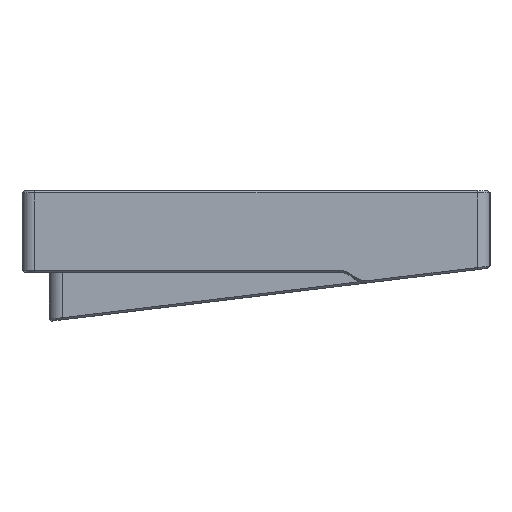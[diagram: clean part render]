
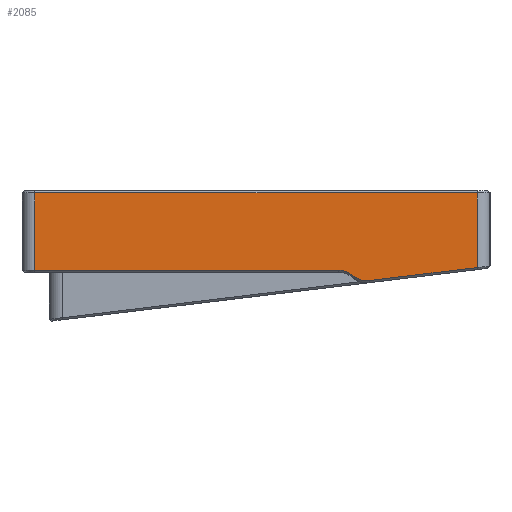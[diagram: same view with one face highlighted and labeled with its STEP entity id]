
A CAD part, left-side view. The second image highlights one B-rep face of the part: STEP entity #2085.
In plain terms, the highlighted planar face has unit normal (-1, 0, 0).
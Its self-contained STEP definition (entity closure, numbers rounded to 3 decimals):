
#72=B_SPLINE_CURVE_WITH_KNOTS('',3,(#3283,#3284,#3285,#3286),
 .UNSPECIFIED.,.F.,.F.,(4,4),(1.551,1.571),
 .UNSPECIFIED.);
#92=CIRCLE('',#2195,4.5);
#94=CIRCLE('',#2198,5.5);
#241=FACE_OUTER_BOUND('',#366,.T.);
#366=EDGE_LOOP('',(#1499,#1500,#1501,#1502,#1503,#1504,#1505,#1506));
#466=LINE('',#3052,#661);
#473=LINE('',#3073,#668);
#521=LINE('',#3325,#716);
#523=LINE('',#3331,#718);
#524=LINE('',#3332,#719);
#661=VECTOR('',#2416,10.);
#668=VECTOR('',#2437,10.);
#716=VECTOR('',#2577,3.);
#718=VECTOR('',#2583,10.);
#719=VECTOR('',#2584,10.);
#856=VERTEX_POINT('',#3049);
#857=VERTEX_POINT('',#3051);
#859=VERTEX_POINT('',#3057);
#861=VERTEX_POINT('',#3063);
#863=VERTEX_POINT('',#3069);
#901=VERTEX_POINT('',#3226);
#914=VERTEX_POINT('',#3324);
#916=VERTEX_POINT('',#3330);
#1052=EDGE_CURVE('',#856,#857,#466,.T.);
#1057=EDGE_CURVE('',#857,#859,#92,.T.);
#1060=EDGE_CURVE('',#859,#861,#94,.T.);
#1063=EDGE_CURVE('',#861,#863,#473,.T.);
#1122=EDGE_CURVE('',#901,#856,#72,.T.);
#1141=EDGE_CURVE('',#863,#914,#521,.T.);
#1144=EDGE_CURVE('',#916,#901,#523,.T.);
#1145=EDGE_CURVE('',#914,#916,#524,.T.);
#1499=ORIENTED_EDGE('',*,*,#1063,.F.);
#1500=ORIENTED_EDGE('',*,*,#1060,.F.);
#1501=ORIENTED_EDGE('',*,*,#1057,.F.);
#1502=ORIENTED_EDGE('',*,*,#1052,.F.);
#1503=ORIENTED_EDGE('',*,*,#1122,.F.);
#1504=ORIENTED_EDGE('',*,*,#1144,.F.);
#1505=ORIENTED_EDGE('',*,*,#1145,.F.);
#1506=ORIENTED_EDGE('',*,*,#1141,.F.);
#2009=PLANE('',#2247);
#2085=ADVANCED_FACE('',(#241),#2009,.F.);
#2195=AXIS2_PLACEMENT_3D('',#3061,#2424,#2425);
#2198=AXIS2_PLACEMENT_3D('',#3067,#2431,#2432);
#2247=AXIS2_PLACEMENT_3D('',#3329,#2581,#2582);
#2416=DIRECTION('',(0.,0.993,-0.12));
#2424=DIRECTION('center_axis',(1.,0.,0.));
#2425=DIRECTION('ref_axis',(0.,0.862,-0.507));
#2431=DIRECTION('center_axis',(-1.,0.,0.));
#2432=DIRECTION('ref_axis',(0.,-0.351,0.936));
#2437=DIRECTION('',(0.,1.,0.));
#2577=DIRECTION('',(0.,0.,1.));
#2581=DIRECTION('center_axis',(1.,0.,0.));
#2582=DIRECTION('ref_axis',(0.,0.,-1.));
#2583=DIRECTION('',(0.,0.,-1.));
#2584=DIRECTION('',(0.,-1.,0.));
#3049=CARTESIAN_POINT('',(-146.85,-52.04,12.008));
#3051=CARTESIAN_POINT('',(-146.85,-26.457,8.912));
#3052=CARTESIAN_POINT('',(-146.85,21.796,3.073));
#3057=CARTESIAN_POINT('',(-146.85,-22.957,9.99));
#3061=CARTESIAN_POINT('Origin',(-146.85,-25.917,13.38));
#3063=CARTESIAN_POINT('',(-146.85,-19.34,11.347));
#3067=CARTESIAN_POINT('Origin',(-146.85,-19.34,5.847));
#3069=CARTESIAN_POINT('',(-146.85,52.6,11.347));
#3073=CARTESIAN_POINT('',(-146.85,-130.957,11.347));
#3226=CARTESIAN_POINT('',(-146.85,-52.1,12.015));
#3283=CARTESIAN_POINT('Ctrl Pts',(-146.85,-52.1,12.015));
#3284=CARTESIAN_POINT('Ctrl Pts',(-146.85,-52.08,12.013));
#3285=CARTESIAN_POINT('Ctrl Pts',(-146.85,-52.06,12.01));
#3286=CARTESIAN_POINT('Ctrl Pts',(-146.85,-52.04,12.008));
#3324=CARTESIAN_POINT('',(-146.85,52.6,29.647));
#3325=CARTESIAN_POINT('',(-146.85,52.6,7.536));
#3329=CARTESIAN_POINT('Origin',(-146.85,0.,-0.002));
#3330=CARTESIAN_POINT('',(-146.85,-52.1,29.647));
#3331=CARTESIAN_POINT('',(-146.85,-52.1,10.431));
#3332=CARTESIAN_POINT('',(-146.85,-25.8,29.647));
